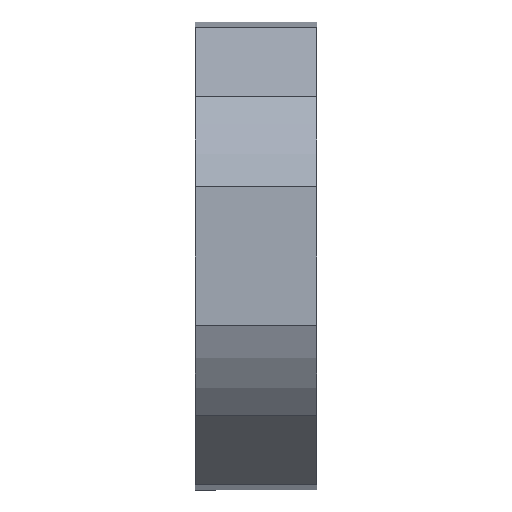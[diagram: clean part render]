
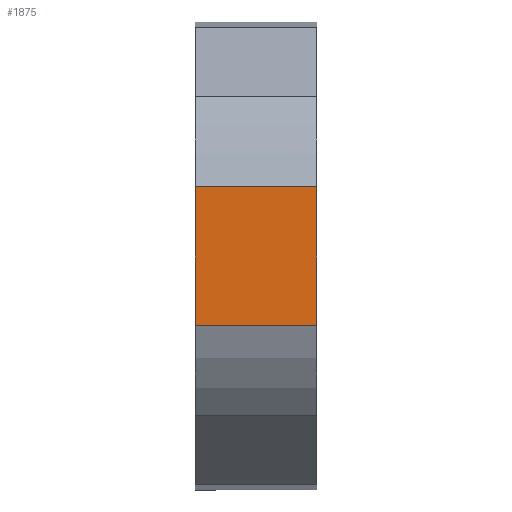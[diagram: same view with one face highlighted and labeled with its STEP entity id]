
A CAD part, front view. The second image highlights one B-rep face of the part: STEP entity #1875.
In plain terms, the highlighted planar face has unit normal (0, -1, 0).
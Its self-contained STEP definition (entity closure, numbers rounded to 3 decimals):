
#429 = PLANE('',#430);
#430 = AXIS2_PLACEMENT_3D('',#431,#432,#433);
#431 = CARTESIAN_POINT('',(2.,0.,0.));
#432 = DIRECTION('',(1.,0.,0.));
#433 = DIRECTION('',(0.,1.,0.));
#807 = VERTEX_POINT('',#808);
#808 = CARTESIAN_POINT('',(2.,-27.713,-8.544));
#823 = CYLINDRICAL_SURFACE('',#824,29.);
#824 = AXIS2_PLACEMENT_3D('',#825,#826,#827);
#825 = CARTESIAN_POINT('',(2.,0.,0.));
#826 = DIRECTION('',(-1.,-0.,-0.));
#827 = DIRECTION('',(0.,1.,0.));
#835 = EDGE_CURVE('',#807,#836,#838,.T.);
#836 = VERTEX_POINT('',#837);
#837 = CARTESIAN_POINT('',(2.,-27.713,8.544));
#838 = SURFACE_CURVE('',#839,(#843,#850),.PCURVE_S1.);
#839 = LINE('',#840,#841);
#840 = CARTESIAN_POINT('',(2.,-27.713,-8.));
#841 = VECTOR('',#842,1.);
#842 = DIRECTION('',(0.,0.,1.));
#843 = PCURVE('',#429,#844);
#844 = DEFINITIONAL_REPRESENTATION('',(#845),#849);
#845 = LINE('',#846,#847);
#846 = CARTESIAN_POINT('',(-27.713,-8.));
#847 = VECTOR('',#848,1.);
#848 = DIRECTION('',(0.,1.));
#849 = ( GEOMETRIC_REPRESENTATION_CONTEXT(2) 
PARAMETRIC_REPRESENTATION_CONTEXT() REPRESENTATION_CONTEXT('2D SPACE',''
  ) );
#850 = PCURVE('',#851,#856);
#851 = PLANE('',#852);
#852 = AXIS2_PLACEMENT_3D('',#853,#854,#855);
#853 = CARTESIAN_POINT('',(-13.,-27.713,-16.));
#854 = DIRECTION('',(0.,-1.,0.));
#855 = DIRECTION('',(0.,0.,1.));
#856 = DEFINITIONAL_REPRESENTATION('',(#857),#861);
#857 = LINE('',#858,#859);
#858 = CARTESIAN_POINT('',(8.,-15.));
#859 = VECTOR('',#860,1.);
#860 = DIRECTION('',(1.,0.));
#861 = ( GEOMETRIC_REPRESENTATION_CONTEXT(2) 
PARAMETRIC_REPRESENTATION_CONTEXT() REPRESENTATION_CONTEXT('2D SPACE',''
  ) );
#880 = CYLINDRICAL_SURFACE('',#881,29.);
#881 = AXIS2_PLACEMENT_3D('',#882,#883,#884);
#882 = CARTESIAN_POINT('',(2.,0.,0.));
#883 = DIRECTION('',(-1.,-0.,-0.));
#884 = DIRECTION('',(0.,1.,0.));
#1666 = PLANE('',#1667);
#1667 = AXIS2_PLACEMENT_3D('',#1668,#1669,#1670);
#1668 = CARTESIAN_POINT('',(-13.,0.,0.));
#1669 = DIRECTION('',(1.,0.,0.));
#1670 = DIRECTION('',(0.,1.,0.));
#1831 = EDGE_CURVE('',#836,#1832,#1834,.T.);
#1832 = VERTEX_POINT('',#1833);
#1833 = CARTESIAN_POINT('',(-13.,-27.713,8.544));
#1834 = SURFACE_CURVE('',#1835,(#1839,#1846),.PCURVE_S1.);
#1835 = LINE('',#1836,#1837);
#1836 = CARTESIAN_POINT('',(2.,-27.713,8.544));
#1837 = VECTOR('',#1838,1.);
#1838 = DIRECTION('',(-1.,-0.,-0.));
#1839 = PCURVE('',#880,#1840);
#1840 = DEFINITIONAL_REPRESENTATION('',(#1841),#1845);
#1841 = LINE('',#1842,#1843);
#1842 = CARTESIAN_POINT('',(-2.843,0.));
#1843 = VECTOR('',#1844,1.);
#1844 = DIRECTION('',(-0.,1.));
#1845 = ( GEOMETRIC_REPRESENTATION_CONTEXT(2) 
PARAMETRIC_REPRESENTATION_CONTEXT() REPRESENTATION_CONTEXT('2D SPACE',''
  ) );
#1846 = PCURVE('',#851,#1847);
#1847 = DEFINITIONAL_REPRESENTATION('',(#1848),#1852);
#1848 = LINE('',#1849,#1850);
#1849 = CARTESIAN_POINT('',(24.544,-15.));
#1850 = VECTOR('',#1851,1.);
#1851 = DIRECTION('',(0.,1.));
#1852 = ( GEOMETRIC_REPRESENTATION_CONTEXT(2) 
PARAMETRIC_REPRESENTATION_CONTEXT() REPRESENTATION_CONTEXT('2D SPACE',''
  ) );
#1875 = ADVANCED_FACE('',(#1876),#851,.T.);
#1876 = FACE_BOUND('',#1877,.T.);
#1877 = EDGE_LOOP('',(#1878,#1901,#1922,#1923));
#1878 = ORIENTED_EDGE('',*,*,#1879,.F.);
#1879 = EDGE_CURVE('',#1880,#1832,#1882,.T.);
#1880 = VERTEX_POINT('',#1881);
#1881 = CARTESIAN_POINT('',(-13.,-27.713,-8.544));
#1882 = SURFACE_CURVE('',#1883,(#1887,#1894),.PCURVE_S1.);
#1883 = LINE('',#1884,#1885);
#1884 = CARTESIAN_POINT('',(-13.,-27.713,-16.));
#1885 = VECTOR('',#1886,1.);
#1886 = DIRECTION('',(0.,0.,1.));
#1887 = PCURVE('',#851,#1888);
#1888 = DEFINITIONAL_REPRESENTATION('',(#1889),#1893);
#1889 = LINE('',#1890,#1891);
#1890 = CARTESIAN_POINT('',(0.,0.));
#1891 = VECTOR('',#1892,1.);
#1892 = DIRECTION('',(1.,0.));
#1893 = ( GEOMETRIC_REPRESENTATION_CONTEXT(2) 
PARAMETRIC_REPRESENTATION_CONTEXT() REPRESENTATION_CONTEXT('2D SPACE',''
  ) );
#1894 = PCURVE('',#1666,#1895);
#1895 = DEFINITIONAL_REPRESENTATION('',(#1896),#1900);
#1896 = LINE('',#1897,#1898);
#1897 = CARTESIAN_POINT('',(-27.713,-16.));
#1898 = VECTOR('',#1899,1.);
#1899 = DIRECTION('',(0.,1.));
#1900 = ( GEOMETRIC_REPRESENTATION_CONTEXT(2) 
PARAMETRIC_REPRESENTATION_CONTEXT() REPRESENTATION_CONTEXT('2D SPACE',''
  ) );
#1901 = ORIENTED_EDGE('',*,*,#1902,.F.);
#1902 = EDGE_CURVE('',#807,#1880,#1903,.T.);
#1903 = SURFACE_CURVE('',#1904,(#1908,#1915),.PCURVE_S1.);
#1904 = LINE('',#1905,#1906);
#1905 = CARTESIAN_POINT('',(2.,-27.713,-8.544));
#1906 = VECTOR('',#1907,1.);
#1907 = DIRECTION('',(-1.,-0.,-0.));
#1908 = PCURVE('',#851,#1909);
#1909 = DEFINITIONAL_REPRESENTATION('',(#1910),#1914);
#1910 = LINE('',#1911,#1912);
#1911 = CARTESIAN_POINT('',(7.456,-15.));
#1912 = VECTOR('',#1913,1.);
#1913 = DIRECTION('',(0.,1.));
#1914 = ( GEOMETRIC_REPRESENTATION_CONTEXT(2) 
PARAMETRIC_REPRESENTATION_CONTEXT() REPRESENTATION_CONTEXT('2D SPACE',''
  ) );
#1915 = PCURVE('',#823,#1916);
#1916 = DEFINITIONAL_REPRESENTATION('',(#1917),#1921);
#1917 = LINE('',#1918,#1919);
#1918 = CARTESIAN_POINT('',(-3.441,0.));
#1919 = VECTOR('',#1920,1.);
#1920 = DIRECTION('',(-0.,1.));
#1921 = ( GEOMETRIC_REPRESENTATION_CONTEXT(2) 
PARAMETRIC_REPRESENTATION_CONTEXT() REPRESENTATION_CONTEXT('2D SPACE',''
  ) );
#1922 = ORIENTED_EDGE('',*,*,#835,.T.);
#1923 = ORIENTED_EDGE('',*,*,#1831,.T.);
